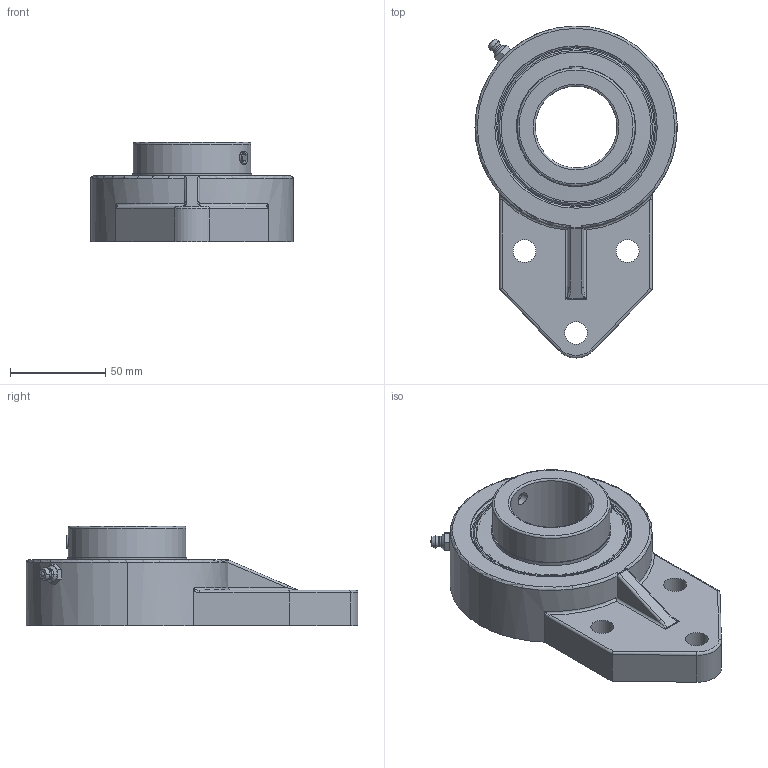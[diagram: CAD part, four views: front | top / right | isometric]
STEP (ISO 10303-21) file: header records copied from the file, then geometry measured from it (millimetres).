
FILE_DESCRIPTION(('HOOPS Exchange Step'),'2;1');
FILE_NAME('export-F40E1526-7F5D-40D6-862F-641331149F5C.stp','2019-12-12T16:41:06+16:00',('ibuslach'),('Alibre'),'HOOPS Exchange 2019.2','Alibre','Unknown authorisation');
FILE_SCHEMA( ('AP242_MANAGED_MODEL_BASED_3D_ENGINEERING_MIM_LF {1 0 10303 442 1 1 4 }') );
Length unit declared in the file: centimetre
Products named in the file (7): MRN SFB 209; UCP ZERK 6mm; SUC 209-27 RACES; SUC 209 SHIELD; SUC 209 SS; MRN SUC 209-27; MRN SUCFB 209-27
Assembly tree (8 placements, depth 3):
  MRN SUCFB 209-27
    MRN SFB 209
    UCP ZERK 6mm
    MRN SUC 209-27
      SUC 209-27 RACES
      SUC 209 SHIELD  x2
      SUC 209 SS  x2
Bounding box: 105.95 x 173.98 x 52 mm (x, y, z)
Volume: 277213 mm3; surface area: 83581.7 mm2
Topology: 8 solids, 8 shells, 165 faces, 428 edges, 274 vertices
Faces by surface type: plane 54, cylinder 53, torus 21, cone 18, bspline 10, sphere 9
Full cylindrical faces by diameter (mm): 1.482 x2, 6 x2, 6.782 x4, 12 x3, 42.862 x1, 61.722 x4, 62.484 x2, 76.652 x2, 78.74 x2, 85.104 x1, 89.104 x1
Entity records: 8952 total; most frequent: CARTESIAN_POINT 5135, DIRECTION 799, ORIENTED_EDGE 750, EDGE_CURVE 375, AXIS2_PLACEMENT_3D 336, VERTEX_POINT 243, EDGE_LOOP 174, FACE_BOUND 174
